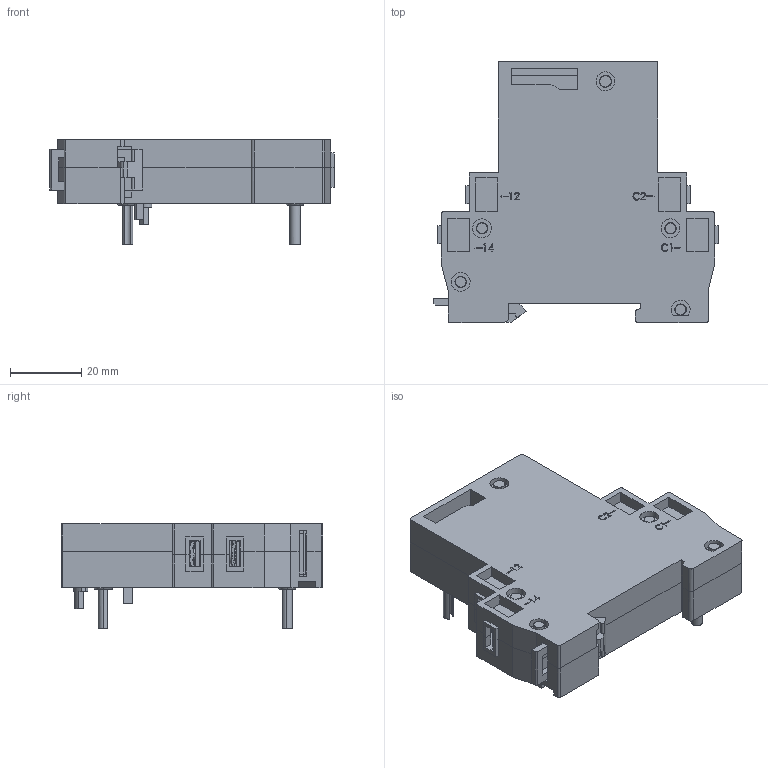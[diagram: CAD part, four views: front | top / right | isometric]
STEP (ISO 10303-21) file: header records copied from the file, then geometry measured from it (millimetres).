
FILE_DESCRIPTION(/* description */ (''),/* implementation_level */ '2;1');
FILE_NAME(/* name */ '3d_P2X16230.stp',/* time_stamp */ '2023-07-14T08:19:22+02:00',/* author */ (''),/* organization */ (''),/* preprocessor_version */ 'ST-DEVELOPER v16.7',/* originating_system */ 'SIEMENS PLM Software NX 12.0',/* authorisation */ '');
FILE_SCHEMA (('AUTOMOTIVE_DESIGN { 1 0 10303 214 3 1 1 1 }'));
Length unit declared in the file: millimetre
Products named in the file (1): 3d_P2X16230
Bounding box: 79.85 x 73.5 x 29.3 mm (x, y, z)
Surface area: 23883.5 mm2 (no closed solid volume)
Topology: 0 solids, 42 shells, 566 faces, 2301 edges, 1745 vertices
Faces by surface type: plane 377, cylinder 103, bspline 83, cone 3
Entity records: 32324 total; most frequent: CARTESIAN_POINT 15404, ORIENTED_EDGE 3401, DIRECTION 2491, EDGE_CURVE 2301, VERTEX_POINT 1744, LINE 1351, VECTOR 1351, B_SPLINE_CURVE_WITH_KNOTS 831
